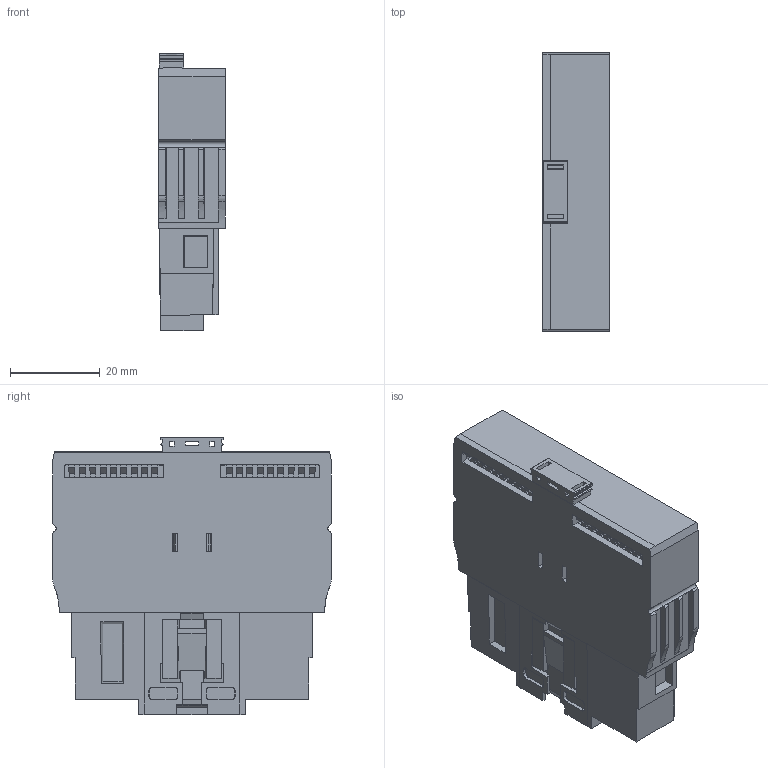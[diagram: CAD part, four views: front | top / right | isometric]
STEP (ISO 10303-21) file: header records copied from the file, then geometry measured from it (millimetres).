
FILE_DESCRIPTION(('Creo Elements/Direct Modeling STEP Export'),'2;1');
FILE_NAME('model.stp','2020-09-03T15:28:38',(''),(''),'Creo Elements/Direct Modeling STEP processor for AP214 (Solid Model)','Creo Elements/Direct Modeling 20.1A 29-Sep-2018 (C) Parametric Technology GmbH','');
FILE_SCHEMA(('AUTOMOTIVE_DESIGN { 1 0 10303 214 1 1 1 1 }'));
Length unit declared in the file: millimetre
Products named in the file (2): AXL_SE_SC_A-select
Assembly tree (1 placements, depth 2):
  AXL_SE_SC_A-select
    AXL_SE_SC_A-select
Bounding box: 14.9 x 62.2 x 62 mm (x, y, z)
Volume: 45220.3 mm3; surface area: 11958.3 mm2
Topology: 1 solids, 1 shells, 570 faces, 1664 edges, 1075 vertices
Faces by surface type: plane 534, cylinder 32, extrusion 4
Entity records: 22583 total; most frequent: ORIENTED_EDGE 3328, CARTESIAN_POINT 3326, DIRECTION 2649, EDGE_CURVE 1664, VECTOR 1515, LINE 1511, VERTEX_POINT 1075, EDGE_LOOP 591
